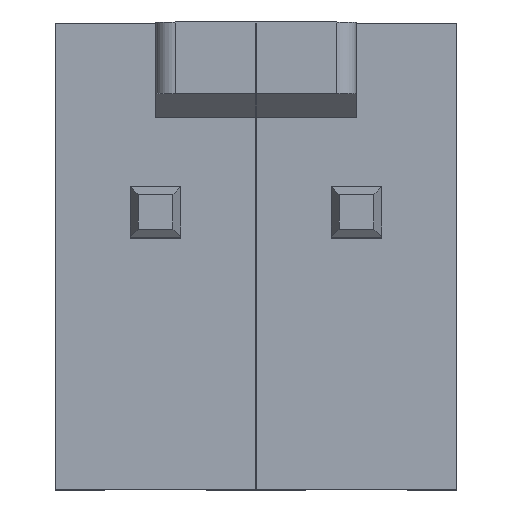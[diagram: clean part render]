
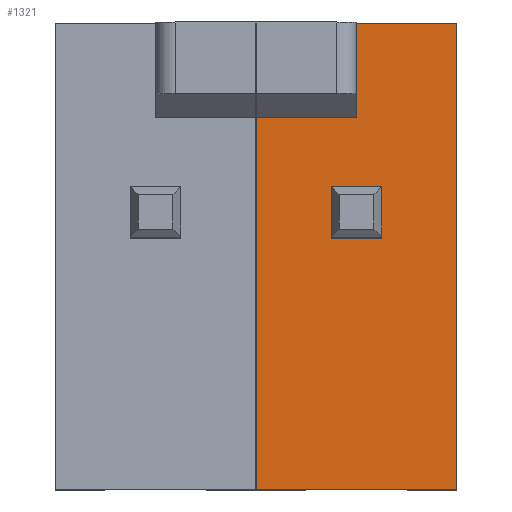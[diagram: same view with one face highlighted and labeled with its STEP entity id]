
A CAD part, top view. The second image highlights one B-rep face of the part: STEP entity #1321.
In plain terms, the highlighted planar face has unit normal (0, 0, 1).
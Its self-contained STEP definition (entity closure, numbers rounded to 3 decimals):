
#27=FACE_BOUND('',#118,.T.);
#45=FACE_OUTER_BOUND('',#117,.T.);
#117=EDGE_LOOP('',(#873,#874,#875,#876,#877,#878));
#118=EDGE_LOOP('',(#879,#880,#881,#882));
#184=LINE('',#1893,#356);
#199=LINE('',#1922,#371);
#204=LINE('',#1935,#376);
#220=LINE('',#1969,#392);
#222=LINE('',#1972,#394);
#223=LINE('',#1973,#395);
#224=LINE('',#1976,#396);
#225=LINE('',#1978,#397);
#226=LINE('',#1980,#398);
#227=LINE('',#1981,#399);
#356=VECTOR('',#1559,10.);
#371=VECTOR('',#1576,1000.);
#376=VECTOR('',#1587,1000.);
#392=VECTOR('',#1617,1000.);
#394=VECTOR('',#1621,1000.);
#395=VECTOR('',#1622,1000.);
#396=VECTOR('',#1623,1000.);
#397=VECTOR('',#1624,1000.);
#398=VECTOR('',#1625,1000.);
#399=VECTOR('',#1626,1000.);
#527=VERTEX_POINT('',#1889);
#529=VERTEX_POINT('',#1892);
#542=VERTEX_POINT('',#1920);
#546=VERTEX_POINT('',#1932);
#547=VERTEX_POINT('',#1934);
#558=VERTEX_POINT('',#1968);
#559=VERTEX_POINT('',#1974);
#560=VERTEX_POINT('',#1975);
#561=VERTEX_POINT('',#1977);
#562=VERTEX_POINT('',#1979);
#640=EDGE_CURVE('',#529,#527,#184,.T.);
#655=EDGE_CURVE('',#527,#542,#199,.T.);
#661=EDGE_CURVE('',#547,#546,#204,.T.);
#678=EDGE_CURVE('',#529,#558,#220,.T.);
#680=EDGE_CURVE('',#547,#542,#222,.T.);
#681=EDGE_CURVE('',#546,#558,#223,.T.);
#682=EDGE_CURVE('',#559,#560,#224,.T.);
#683=EDGE_CURVE('',#559,#561,#225,.T.);
#684=EDGE_CURVE('',#562,#561,#226,.T.);
#685=EDGE_CURVE('',#560,#562,#227,.T.);
#873=ORIENTED_EDGE('',*,*,#640,.T.);
#874=ORIENTED_EDGE('',*,*,#655,.T.);
#875=ORIENTED_EDGE('',*,*,#680,.F.);
#876=ORIENTED_EDGE('',*,*,#661,.T.);
#877=ORIENTED_EDGE('',*,*,#681,.T.);
#878=ORIENTED_EDGE('',*,*,#678,.F.);
#879=ORIENTED_EDGE('',*,*,#682,.F.);
#880=ORIENTED_EDGE('',*,*,#683,.T.);
#881=ORIENTED_EDGE('',*,*,#684,.F.);
#882=ORIENTED_EDGE('',*,*,#685,.F.);
#1177=PLANE('',#1485);
#1321=ADVANCED_FACE('',(#45,#27),#1177,.T.);
#1485=AXIS2_PLACEMENT_3D('',#1971,#1619,#1620);
#1559=DIRECTION('',(0.,-1.,0.));
#1576=DIRECTION('',(1.,0.,0.));
#1587=DIRECTION('',(-1.,0.,0.));
#1617=DIRECTION('',(1.,0.,0.));
#1619=DIRECTION('center_axis',(0.,0.,
1.));
#1620=DIRECTION('ref_axis',(1.,0.,0.));
#1621=DIRECTION('',(0.,-1.,0.));
#1622=DIRECTION('',(0.,-1.,0.));
#1623=DIRECTION('',(1.,0.,0.));
#1624=DIRECTION('',(0.,1.,0.));
#1625=DIRECTION('',(-1.,0.,0.));
#1626=DIRECTION('',(0.,1.,0.));
#1889=CARTESIAN_POINT('',(-1.27,-3.5,3.));
#1892=CARTESIAN_POINT('',(-1.27,1.5,3.));
#1893=CARTESIAN_POINT('',(-1.27,0.,3.));
#1920=CARTESIAN_POINT('',(1.27,-3.5,3.));
#1922=CARTESIAN_POINT('',(-5.08,-3.5,3.));
#1932=CARTESIAN_POINT('',(0.,2.4,3.));
#1934=CARTESIAN_POINT('',(1.27,2.4,3.));
#1935=CARTESIAN_POINT('',(-5.08,2.4,3.));
#1968=CARTESIAN_POINT('',(0.,1.5,3.));
#1969=CARTESIAN_POINT('',(0.,1.5,3.));
#1971=CARTESIAN_POINT('Origin',(-5.08,0.,3.));
#1972=CARTESIAN_POINT('',(1.27,-3.5,3.));
#1973=CARTESIAN_POINT('',(0.,0.,3.));
#1974=CARTESIAN_POINT('',(-0.32,-0.32,3.));
#1975=CARTESIAN_POINT('',(0.32,-0.32,3.));
#1976=CARTESIAN_POINT('',(-0.32,-0.32,3.));
#1977=CARTESIAN_POINT('',(-0.32,0.32,3.));
#1978=CARTESIAN_POINT('',(-0.32,0.,3.));
#1979=CARTESIAN_POINT('',(0.32,0.32,3.));
#1980=CARTESIAN_POINT('',(0.32,0.32,3.));
#1981=CARTESIAN_POINT('',(0.32,-0.32,3.));
